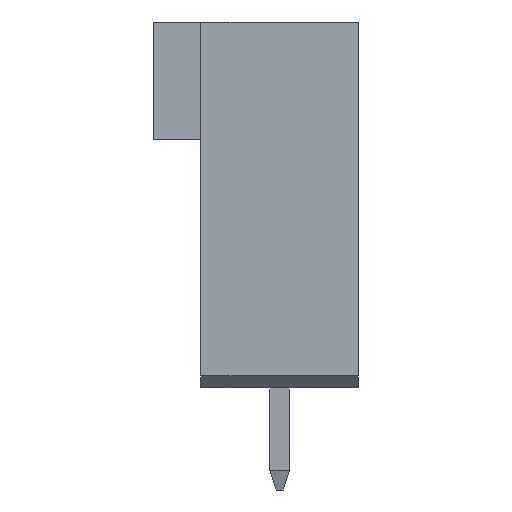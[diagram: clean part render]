
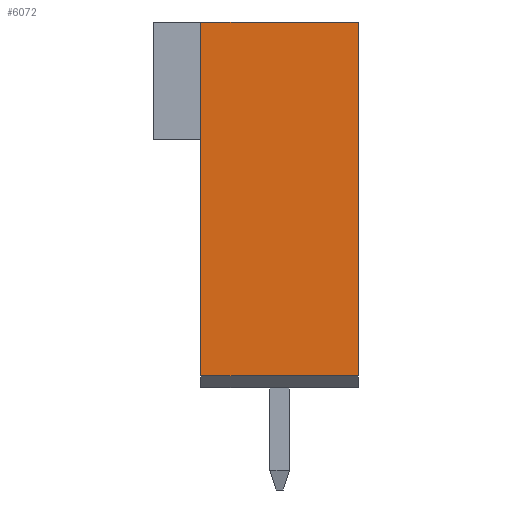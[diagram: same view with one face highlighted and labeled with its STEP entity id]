
A CAD part, left-side view. The second image highlights one B-rep face of the part: STEP entity #6072.
In plain terms, the highlighted planar face has unit normal (-1, 0, 0).
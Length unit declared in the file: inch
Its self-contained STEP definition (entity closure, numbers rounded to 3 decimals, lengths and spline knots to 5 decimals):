
#1=DIRECTION('',(0.,-1.,0.));
#2=VECTOR('',#1,0.2);
#3=CARTESIAN_POINT('',(-1.3,0.1,0.15));
#4=LINE('',#3,#2);
#5=DIRECTION('',(0.,0.,-1.));
#6=VECTOR('',#5,0.45);
#7=CARTESIAN_POINT('',(-1.3,-0.1,0.15));
#8=LINE('',#7,#6);
#9=DIRECTION('',(0.,1.,0.));
#10=VECTOR('',#9,0.2);
#11=CARTESIAN_POINT('',(-1.3,-0.1,-0.3));
#12=LINE('',#11,#10);
#45=DIRECTION('',(0.,0.,-1.));
#46=VECTOR('',#45,0.45);
#47=CARTESIAN_POINT('',(-1.3,0.1,0.15));
#48=LINE('',#47,#46);
#4649=CARTESIAN_POINT('',(-1.3,-0.1,0.15));
#4650=CARTESIAN_POINT('',(-1.3,-0.1,-0.3));
#4651=VERTEX_POINT('',#4649);
#4652=VERTEX_POINT('',#4650);
#4653=CARTESIAN_POINT('',(-1.3,0.1,-0.3));
#4654=VERTEX_POINT('',#4653);
#4819=CARTESIAN_POINT('',(-1.3,0.1,0.15));
#4820=VERTEX_POINT('',#4819);
#6057=CARTESIAN_POINT('',(-1.3,0.,0.));
#6058=DIRECTION('',(1.,0.,0.));
#6059=DIRECTION('',(0.,0.,-1.));
#6060=AXIS2_PLACEMENT_3D('',#6057,#6058,#6059);
#6061=PLANE('',#6060);
#6063=ORIENTED_EDGE('',*,*,#6062,.F.);
#6065=ORIENTED_EDGE('',*,*,#6064,.T.);
#6067=ORIENTED_EDGE('',*,*,#6066,.T.);
#6069=ORIENTED_EDGE('',*,*,#6068,.T.);
#6070=EDGE_LOOP('',(#6063,#6065,#6067,#6069));
#6071=FACE_OUTER_BOUND('',#6070,.F.);
#6072=ADVANCED_FACE('',(#6071),#6061,.F.);
#6062=EDGE_CURVE('',#4820,#4654,#48,.T.);
#6064=EDGE_CURVE('',#4820,#4651,#4,.T.);
#6066=EDGE_CURVE('',#4651,#4652,#8,.T.);
#6068=EDGE_CURVE('',#4652,#4654,#12,.T.);
